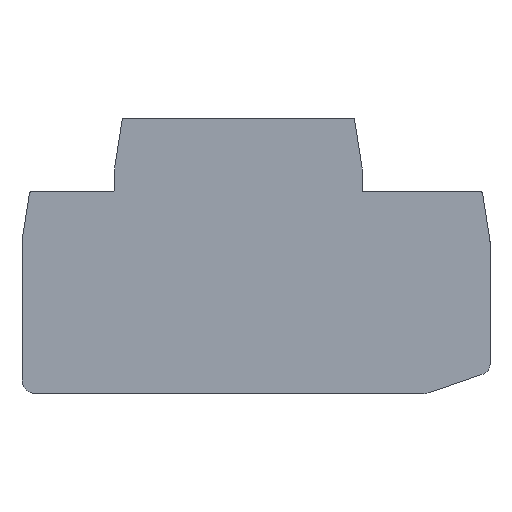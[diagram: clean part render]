
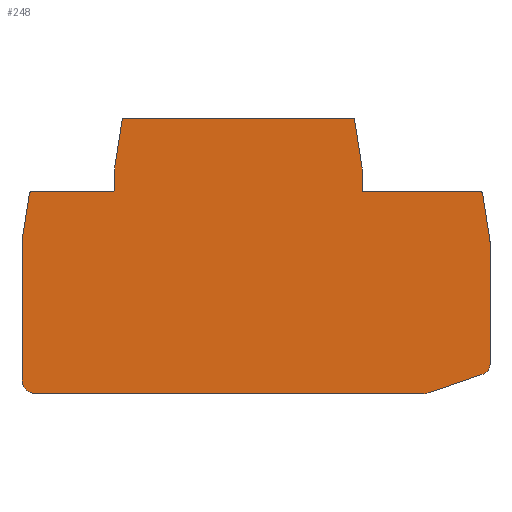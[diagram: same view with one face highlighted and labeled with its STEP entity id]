
A CAD part, front view. The second image highlights one B-rep face of the part: STEP entity #248.
In plain terms, the highlighted planar face has unit normal (0, -1, 0).
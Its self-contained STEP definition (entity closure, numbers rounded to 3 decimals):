
#20=CARTESIAN_POINT('',(0.945,-2.2,34.05));
#21=DIRECTION('',(1.,0.,0.));
#22=DIRECTION('',(0.,-1.,0.));
#23=AXIS2_PLACEMENT_3D('',#20,#22,#21);
#24=PLANE('',#23);
#25=CARTESIAN_POINT('',(33.714,-2.2,29.146));
#26=VERTEX_POINT('',#25);
#27=CARTESIAN_POINT('',(33.418,-2.2,29.4));
#28=VERTEX_POINT('',#27);
#29=CARTESIAN_POINT('',(33.418,-2.2,29.1));
#30=DIRECTION('',(0.988,0.,0.154));
#31=DIRECTION('',(-0.,-1.,0.));
#32=AXIS2_PLACEMENT_3D('',#29,#31,#30);
#33=CIRCLE('',#32,0.3);
#34=EDGE_CURVE('',#26,#28,#33,.T.);
#35=ORIENTED_EDGE('E6617',*,*,#34,.T.);
#36=CARTESIAN_POINT('',(16.595,-2.2,29.4));
#37=VERTEX_POINT('',#36);
#38=CARTESIAN_POINT('',(33.418,-2.2,29.4));
#39=DIRECTION('',(-1.,0.,0.));
#40=VECTOR('',#39,16.823);
#41=LINE('',#38,#40);
#42=EDGE_CURVE('',#28,#37,#41,.T.);
#43=ORIENTED_EDGE('E6618',*,*,#42,.T.);
#44=CARTESIAN_POINT('',(16.295,-2.2,29.7));
#45=VERTEX_POINT('',#44);
#46=CARTESIAN_POINT('',(16.595,-2.2,29.7));
#47=DIRECTION('',(0.,0.,-1.));
#48=DIRECTION('',(0.,1.,0.));
#49=AXIS2_PLACEMENT_3D('',#46,#48,#47);
#50=CIRCLE('',#49,0.3);
#51=EDGE_CURVE('',#37,#45,#50,.T.);
#52=ORIENTED_EDGE('E6619',*,*,#51,.T.);
#53=CARTESIAN_POINT('',(16.295,-2.2,32.805));
#54=VERTEX_POINT('',#53);
#55=CARTESIAN_POINT('',(16.295,-2.2,29.7));
#56=DIRECTION('',(0.,0.,1.));
#57=VECTOR('',#56,3.105);
#58=LINE('',#55,#57);
#59=EDGE_CURVE('',#45,#54,#58,.T.);
#60=ORIENTED_EDGE('E6620',*,*,#59,.T.);
#61=CARTESIAN_POINT('',(16.292,-2.2,32.851));
#62=VERTEX_POINT('',#61);
#63=CARTESIAN_POINT('',(15.995,-2.2,32.805));
#64=DIRECTION('',(1.,0.,0.));
#65=DIRECTION('',(0.,-1.,0.));
#66=AXIS2_PLACEMENT_3D('',#63,#65,#64);
#67=CIRCLE('',#66,0.3);
#68=EDGE_CURVE('',#54,#62,#67,.T.);
#69=ORIENTED_EDGE('E6621',*,*,#68,.T.);
#70=CARTESIAN_POINT('',(15.214,-2.2,39.746));
#71=VERTEX_POINT('',#70);
#72=CARTESIAN_POINT('',(16.292,-2.2,32.851));
#73=DIRECTION('',(-0.154,0.,0.988));
#74=VECTOR('',#73,6.979);
#75=LINE('',#72,#74);
#76=EDGE_CURVE('',#62,#71,#75,.T.);
#77=ORIENTED_EDGE('E6622',*,*,#76,.T.);
#78=CARTESIAN_POINT('',(14.918,-2.2,40.));
#79=VERTEX_POINT('',#78);
#80=CARTESIAN_POINT('',(14.918,-2.2,39.7));
#81=DIRECTION('',(0.988,0.,0.154));
#82=DIRECTION('',(-0.,-1.,0.));
#83=AXIS2_PLACEMENT_3D('',#80,#82,#81);
#84=CIRCLE('',#83,0.3);
#85=EDGE_CURVE('',#71,#79,#84,.T.);
#86=ORIENTED_EDGE('E6623',*,*,#85,.T.);
#87=CARTESIAN_POINT('',(-18.129,-2.2,40.));
#88=VERTEX_POINT('',#87);
#89=CARTESIAN_POINT('',(14.918,-2.2,40.));
#90=DIRECTION('',(-1.,0.,0.));
#91=VECTOR('',#90,33.047);
#92=LINE('',#89,#91);
#93=EDGE_CURVE('',#79,#88,#92,.T.);
#94=ORIENTED_EDGE('E6624',*,*,#93,.T.);
#95=CARTESIAN_POINT('',(-18.425,-2.2,39.746));
#96=VERTEX_POINT('',#95);
#97=CARTESIAN_POINT('',(-18.129,-2.2,39.7));
#98=DIRECTION('',(0.,0.,1.));
#99=DIRECTION('',(0.,-1.,-0.));
#100=AXIS2_PLACEMENT_3D('',#97,#99,#98);
#101=CIRCLE('',#100,0.3);
#102=EDGE_CURVE('',#88,#96,#101,.T.);
#103=ORIENTED_EDGE('E6625',*,*,#102,.T.);
#104=CARTESIAN_POINT('',(-19.501,-2.2,32.852));
#105=VERTEX_POINT('',#104);
#106=CARTESIAN_POINT('',(-18.425,-2.2,39.746));
#107=DIRECTION('',(-0.154,0.,-0.988));
#108=VECTOR('',#107,6.978);
#109=LINE('',#106,#108);
#110=EDGE_CURVE('',#96,#105,#109,.T.);
#111=ORIENTED_EDGE('E6626',*,*,#110,.T.);
#112=CARTESIAN_POINT('',(-19.505,-2.2,32.805));
#113=VERTEX_POINT('',#112);
#114=CARTESIAN_POINT('',(-19.205,-2.2,32.805));
#115=DIRECTION('',(-0.988,0.,0.154));
#116=DIRECTION('',(0.,-1.,0.));
#117=AXIS2_PLACEMENT_3D('',#114,#116,#115);
#118=CIRCLE('',#117,0.3);
#119=EDGE_CURVE('',#105,#113,#118,.T.);
#120=ORIENTED_EDGE('E6627',*,*,#119,.T.);
#121=CARTESIAN_POINT('',(-19.505,-2.2,29.7));
#122=VERTEX_POINT('',#121);
#123=CARTESIAN_POINT('',(-19.505,-2.2,32.805));
#124=DIRECTION('',(0.,0.,-1.));
#125=VECTOR('',#124,3.105);
#126=LINE('',#123,#125);
#127=EDGE_CURVE('',#113,#122,#126,.T.);
#128=ORIENTED_EDGE('E6628',*,*,#127,.T.);
#129=CARTESIAN_POINT('',(-19.805,-2.2,29.4));
#130=VERTEX_POINT('',#129);
#131=CARTESIAN_POINT('',(-19.805,-2.2,29.7));
#132=DIRECTION('',(1.,0.,0.));
#133=DIRECTION('',(0.,1.,0.));
#134=AXIS2_PLACEMENT_3D('',#131,#133,#132);
#135=CIRCLE('',#134,0.3);
#136=EDGE_CURVE('',#122,#130,#135,.T.);
#137=ORIENTED_EDGE('E6629',*,*,#136,.T.);
#138=CARTESIAN_POINT('',(-31.529,-2.2,29.4));
#139=VERTEX_POINT('',#138);
#140=CARTESIAN_POINT('',(-19.805,-2.2,29.4));
#141=DIRECTION('',(-1.,0.,0.));
#142=VECTOR('',#141,11.724);
#143=LINE('',#140,#142);
#144=EDGE_CURVE('',#130,#139,#143,.T.);
#145=ORIENTED_EDGE('E6630',*,*,#144,.T.);
#146=CARTESIAN_POINT('',(-31.825,-2.2,29.146));
#147=VERTEX_POINT('',#146);
#148=CARTESIAN_POINT('',(-31.529,-2.2,29.1));
#149=DIRECTION('',(0.,0.,1.));
#150=DIRECTION('',(0.,-1.,0.));
#151=AXIS2_PLACEMENT_3D('',#148,#150,#149);
#152=CIRCLE('',#151,0.3);
#153=EDGE_CURVE('',#139,#147,#152,.T.);
#154=ORIENTED_EDGE('E6631',*,*,#153,.T.);
#155=CARTESIAN_POINT('',(-32.901,-2.2,22.252));
#156=VERTEX_POINT('',#155);
#157=CARTESIAN_POINT('',(-31.825,-2.2,29.146));
#158=DIRECTION('',(-0.154,0.,-0.988));
#159=VECTOR('',#158,6.978);
#160=LINE('',#157,#159);
#161=EDGE_CURVE('',#147,#156,#160,.T.);
#162=ORIENTED_EDGE('E6632',*,*,#161,.T.);
#163=CARTESIAN_POINT('',(-32.905,-2.2,22.205));
#164=VERTEX_POINT('',#163);
#165=CARTESIAN_POINT('',(-32.605,-2.2,22.205));
#166=DIRECTION('',(-0.988,0.,0.154));
#167=DIRECTION('',(0.,-1.,0.));
#168=AXIS2_PLACEMENT_3D('',#165,#167,#166);
#169=CIRCLE('',#168,0.3);
#170=EDGE_CURVE('',#156,#164,#169,.T.);
#171=ORIENTED_EDGE('E6633',*,*,#170,.T.);
#172=CARTESIAN_POINT('',(-32.905,-2.2,2.15));
#173=VERTEX_POINT('',#172);
#174=CARTESIAN_POINT('',(-32.905,-2.2,22.205));
#175=DIRECTION('',(0.,0.,-1.));
#176=VECTOR('',#175,20.055);
#177=LINE('',#174,#176);
#178=EDGE_CURVE('',#164,#173,#177,.T.);
#179=ORIENTED_EDGE('E6634',*,*,#178,.T.);
#180=CARTESIAN_POINT('',(-30.905,-2.2,0.15));
#181=VERTEX_POINT('',#180);
#182=CARTESIAN_POINT('',(-30.905,-2.2,2.15));
#183=DIRECTION('',(0.,0.,-1.));
#184=DIRECTION('',(0.,1.,0.));
#185=AXIS2_PLACEMENT_3D('',#182,#184,#183);
#186=CIRCLE('',#185,2.);
#187=EDGE_CURVE('',#181,#173,#186,.T.);
#188=ORIENTED_EDGE('E6686',*,*,#187,.F.);
#189=CARTESIAN_POINT('',(25.225,-2.2,0.15));
#190=VERTEX_POINT('',#189);
#191=CARTESIAN_POINT('',(25.225,-2.2,0.15));
#192=DIRECTION('',(-1.,0.,0.));
#193=VECTOR('',#192,56.13);
#194=LINE('',#191,#193);
#195=EDGE_CURVE('',#190,#181,#194,.T.);
#196=ORIENTED_EDGE('E6689',*,*,#195,.F.);
#197=CARTESIAN_POINT('',(25.876,-2.2,0.259));
#198=VERTEX_POINT('',#197);
#199=CARTESIAN_POINT('',(25.225,-2.2,2.15));
#200=DIRECTION('',(0.,0.,-1.));
#201=DIRECTION('',(0.,-1.,0.));
#202=AXIS2_PLACEMENT_3D('',#199,#201,#200);
#203=CIRCLE('',#202,2.);
#204=EDGE_CURVE('',#190,#198,#203,.T.);
#205=ORIENTED_EDGE('E6688',*,*,#204,.T.);
#206=CARTESIAN_POINT('',(33.784,-2.2,2.982));
#207=VERTEX_POINT('',#206);
#208=CARTESIAN_POINT('',(25.876,-2.2,0.259));
#209=DIRECTION('',(0.946,0.,0.326));
#210=VECTOR('',#209,8.363);
#211=LINE('',#208,#210);
#212=EDGE_CURVE('',#198,#207,#211,.T.);
#213=ORIENTED_EDGE('E6638',*,*,#212,.T.);
#214=CARTESIAN_POINT('',(34.795,-2.2,4.4));
#215=VERTEX_POINT('',#214);
#216=CARTESIAN_POINT('',(33.295,-2.2,4.4));
#217=DIRECTION('',(0.326,0.,-0.946));
#218=DIRECTION('',(0.,-1.,0.));
#219=AXIS2_PLACEMENT_3D('',#216,#218,#217);
#220=CIRCLE('',#219,1.5);
#221=EDGE_CURVE('',#207,#215,#220,.T.);
#222=ORIENTED_EDGE('E6639',*,*,#221,.T.);
#223=CARTESIAN_POINT('',(34.795,-2.2,22.205));
#224=VERTEX_POINT('',#223);
#225=CARTESIAN_POINT('',(34.795,-2.2,4.4));
#226=DIRECTION('',(0.,0.,1.));
#227=VECTOR('',#226,17.805);
#228=LINE('',#225,#227);
#229=EDGE_CURVE('',#215,#224,#228,.T.);
#230=ORIENTED_EDGE('E6640',*,*,#229,.T.);
#231=CARTESIAN_POINT('',(34.792,-2.2,22.251));
#232=VERTEX_POINT('',#231);
#233=CARTESIAN_POINT('',(34.495,-2.2,22.205));
#234=DIRECTION('',(1.,0.,0.));
#235=DIRECTION('',(0.,-1.,0.));
#236=AXIS2_PLACEMENT_3D('',#233,#235,#234);
#237=CIRCLE('',#236,0.3);
#238=EDGE_CURVE('',#224,#232,#237,.T.);
#239=ORIENTED_EDGE('E6641',*,*,#238,.T.);
#240=CARTESIAN_POINT('',(34.792,-2.2,22.251));
#241=DIRECTION('',(-0.154,0.,0.988));
#242=VECTOR('',#241,6.979);
#243=LINE('',#240,#242);
#244=EDGE_CURVE('',#232,#26,#243,.T.);
#245=ORIENTED_EDGE('E6642',*,*,#244,.T.);
#246=EDGE_LOOP('',(#35,#43,#52,#60,#69,#77,#86,#94,#103,#111,#120,#128,#137,#145,#154,#162,#171,#179,#188,#196,#205,#213,#222,#230,#239,#245));
#247=FACE_OUTER_BOUND('',#246,.T.);
#248=ADVANCED_FACE('F2',(#247),#24,.T.);
